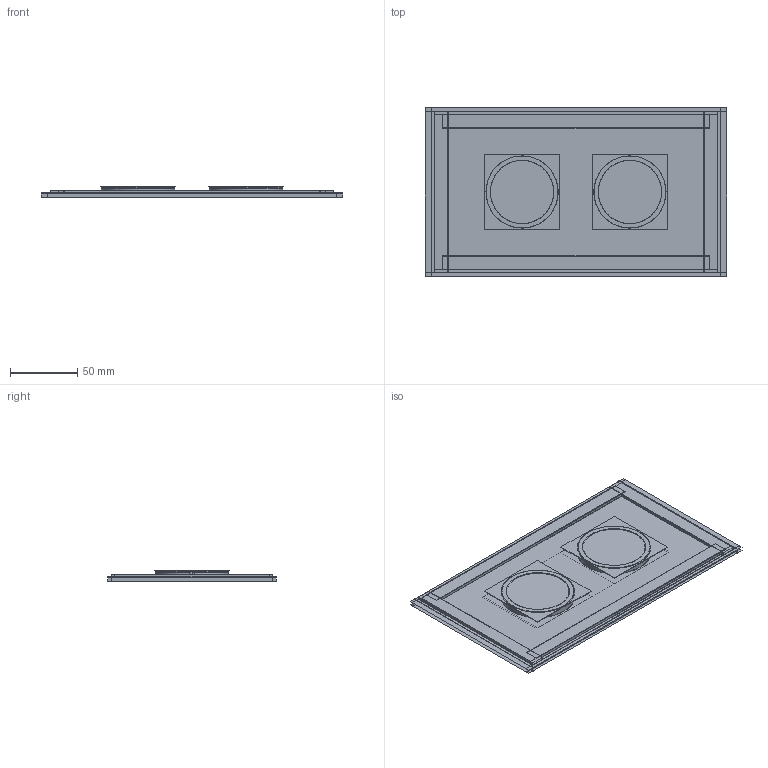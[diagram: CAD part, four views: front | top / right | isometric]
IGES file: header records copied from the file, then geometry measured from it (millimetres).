
Start section:  PTC IGES file: KL1500BPC.igs
Global section: file name: KL1500BPC.igs; native system: Pro/ENGINEER by Parametric Technology Corporation; preprocessor: 2009360; author: user33; organization: Unknown; date: 20200106.153609; units: millimetre
Bounding box: 223.6 x 124.8 x 8.16 mm (x, y, z)
Volume: 82981.4 mm3; surface area: 321063.7 mm2
Topology: 7 solids, 7 shells, 132 faces, 592 edges, 736 vertices
Faces by surface type: bspline 76, revolution 56
